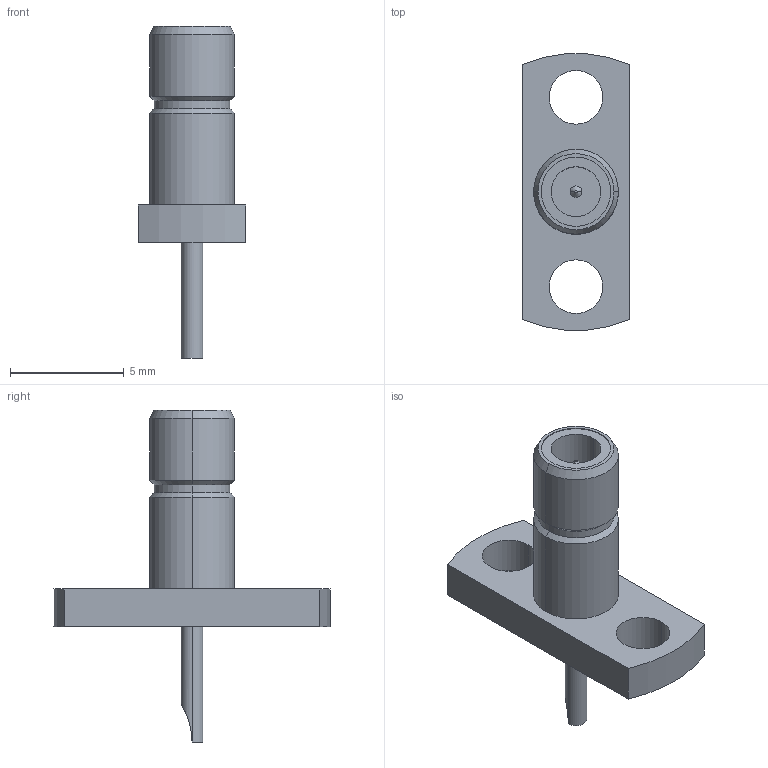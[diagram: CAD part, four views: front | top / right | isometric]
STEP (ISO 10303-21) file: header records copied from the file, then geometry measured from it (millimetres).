
FILE_DESCRIPTION (( 'STEP AP203' ), '1' );
FILE_NAME ('PE44139.step', '2019-07-15T14:30:34', ( '' ), ( '' ), 'SwSTEP 2.0', 'SolidWorks 2018', '' );
FILE_SCHEMA (( 'CONFIG_CONTROL_DESIGN' ));
Length unit declared in the file: inch
Products named in the file (1): PE44139
Bounding box: 4.75 x 12.15 x 14.61 mm (x, y, z)
Volume: 152.1 mm3; surface area: 316.6 mm2
Topology: 1 solids, 1 shells, 44 faces, 92 edges, 56 vertices
Faces by surface type: cylinder 25, plane 11, cone 8
Entity records: 1307 total; most frequent: CARTESIAN_POINT 239, DIRECTION 230, ORIENTED_EDGE 184, AXIS2_PLACEMENT_3D 95, EDGE_CURVE 92, VERTEX_POINT 56, EDGE_LOOP 54, CIRCLE 50
